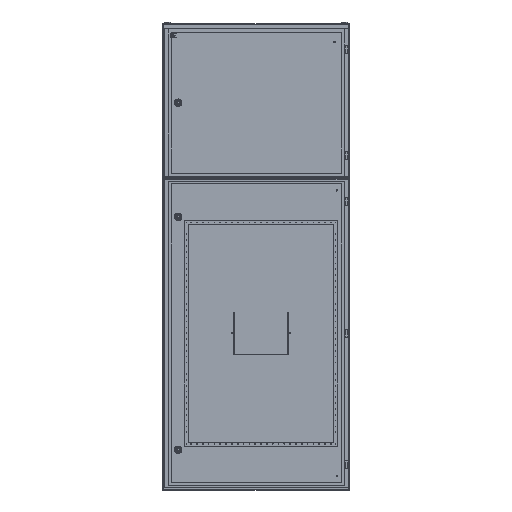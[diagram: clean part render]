
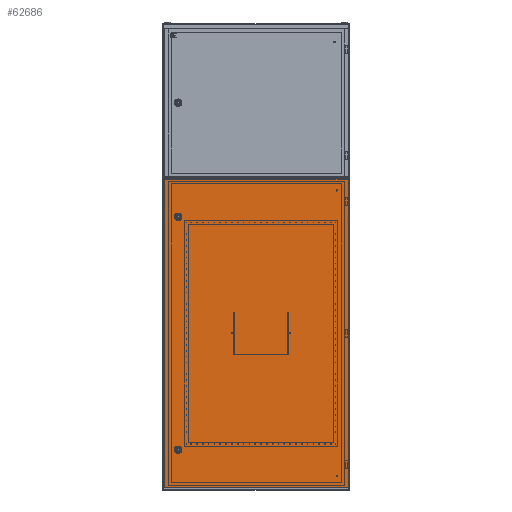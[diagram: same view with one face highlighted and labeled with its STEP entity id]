
A CAD part, top view. The second image highlights one B-rep face of the part: STEP entity #62686.
In plain terms, the highlighted planar face has unit normal (0, 0, 1).
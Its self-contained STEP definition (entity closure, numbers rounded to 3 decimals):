
#4150 = VECTOR ( 'NONE', #52325, 1000. ) ;
#4751 = DIRECTION ( 'NONE',  ( 0., 0., 1. ) ) ;
#5430 = CARTESIAN_POINT ( 'NONE',  ( 0., 663.5, 0. ) ) ;
#6525 = CIRCLE ( 'NONE', #35488, 1.5 ) ;
#9980 = EDGE_CURVE ( 'NONE', #88904, #110210, #6525, .T. ) ;
#10076 = DIRECTION ( 'NONE',  ( -1., 0., 0. ) ) ;
#10088 = AXIS2_PLACEMENT_3D ( 'NONE', #98294, #70410, #42930 ) ;
#10810 = VERTEX_POINT ( 'NONE', #109484 ) ;
#12154 = CARTESIAN_POINT ( 'NONE',  ( 60., -500., 0. ) ) ;
#12897 = DIRECTION ( 'NONE',  ( 0., 0., 1. ) ) ;
#15546 = CIRCLE ( 'NONE', #53936, 1.5 ) ;
#16396 = VERTEX_POINT ( 'NONE', #106113 ) ;
#17578 = EDGE_LOOP ( 'NONE', ( #72630, #29329, #54171, #67203 ) ) ;
#21114 = FACE_OUTER_BOUND ( 'NONE', #17578, .T. ) ;
#21160 = DIRECTION ( 'NONE',  ( 0., 0., 1. ) ) ;
#21691 = VERTEX_POINT ( 'NONE', #85663 ) ;
#22952 = EDGE_CURVE ( 'NONE', #16396, #36908, #35152, .T. ) ;
#23564 = CARTESIAN_POINT ( 'NONE',  ( 0., -663.5, 0. ) ) ;
#28606 = DIRECTION ( 'NONE',  ( -1., 0., 0. ) ) ;
#29329 = ORIENTED_EDGE ( 'NONE', *, *, #57479, .T. ) ;
#31831 = CARTESIAN_POINT ( 'NONE',  ( 60., 500., 0. ) ) ;
#32677 = EDGE_CURVE ( 'NONE', #21691, #35281, #81880, .T. ) ;
#35106 = VECTOR ( 'NONE', #107819, 1000. ) ;
#35152 = CIRCLE ( 'NONE', #10088, 1.5 ) ;
#35281 = VERTEX_POINT ( 'NONE', #23564 ) ;
#35488 = AXIS2_PLACEMENT_3D ( 'NONE', #73670, #45403, #10076 ) ;
#36908 = VERTEX_POINT ( 'NONE', #104848 ) ;
#37931 = LINE ( 'NONE', #61867, #35106 ) ;
#38170 = AXIS2_PLACEMENT_3D ( 'NONE', #49818, #12897, #59218 ) ;
#39384 = FACE_BOUND ( 'NONE', #111260, .T. ) ;
#42930 = DIRECTION ( 'NONE',  ( 1., 0., 0. ) ) ;
#45024 = FACE_BOUND ( 'NONE', #105937, .T. ) ;
#45403 = DIRECTION ( 'NONE',  ( 0., 0., 1. ) ) ;
#49818 = CARTESIAN_POINT ( 'NONE',  ( 0., 0., 0. ) ) ;
#50337 = AXIS2_PLACEMENT_3D ( 'NONE', #31831, #4751, #85285 ) ;
#52325 = DIRECTION ( 'NONE',  ( 1., 0., 0. ) ) ;
#53805 = EDGE_CURVE ( 'NONE', #10810, #116107, #55422, .T. ) ;
#53936 = AXIS2_PLACEMENT_3D ( 'NONE', #12154, #21160, #28606 ) ;
#54171 = ORIENTED_EDGE ( 'NONE', *, *, #53805, .T. ) ;
#55104 = VECTOR ( 'NONE', #68643, 1000. ) ;
#55422 = LINE ( 'NONE', #84835, #107425 ) ;
#57479 = EDGE_CURVE ( 'NONE', #35281, #10810, #92695, .T. ) ;
#57699 = ORIENTED_EDGE ( 'NONE', *, *, #71697, .F. ) ;
#59218 = DIRECTION ( 'NONE',  ( 1., 0., 0. ) ) ;
#61867 = CARTESIAN_POINT ( 'NONE',  ( 0., 663.5, 0. ) ) ;
#62686 = ADVANCED_FACE ( 'NONE', ( #45024, #39384, #21114 ), #84798, .T. ) ;
#63563 = CARTESIAN_POINT ( 'NONE',  ( 790.5, 663.5, 0. ) ) ;
#67203 = ORIENTED_EDGE ( 'NONE', *, *, #107098, .T. ) ;
#68643 = DIRECTION ( 'NONE',  ( 0., -1., 0. ) ) ;
#70410 = DIRECTION ( 'NONE',  ( 0., 0., 1. ) ) ;
#71697 = EDGE_CURVE ( 'NONE', #110210, #88904, #15546, .T. ) ;
#72630 = ORIENTED_EDGE ( 'NONE', *, *, #32677, .T. ) ;
#73670 = CARTESIAN_POINT ( 'NONE',  ( 60., -500., 0. ) ) ;
#81880 = LINE ( 'NONE', #5430, #55104 ) ;
#84798 = PLANE ( 'NONE',  #38170 ) ;
#84835 = CARTESIAN_POINT ( 'NONE',  ( 790.5, 663.5, 0. ) ) ;
#85285 = DIRECTION ( 'NONE',  ( 1., 0., 0. ) ) ;
#85663 = CARTESIAN_POINT ( 'NONE',  ( 0., 663.5, 0. ) ) ;
#88904 = VERTEX_POINT ( 'NONE', #99700 ) ;
#92695 = LINE ( 'NONE', #105023, #4150 ) ;
#94153 = ORIENTED_EDGE ( 'NONE', *, *, #9980, .F. ) ;
#97977 = CARTESIAN_POINT ( 'NONE',  ( 61.5, -500., 0. ) ) ;
#98294 = CARTESIAN_POINT ( 'NONE',  ( 60., 500., 0. ) ) ;
#99700 = CARTESIAN_POINT ( 'NONE',  ( 58.5, -500., 0. ) ) ;
#104848 = CARTESIAN_POINT ( 'NONE',  ( 58.5, 500., 0. ) ) ;
#105023 = CARTESIAN_POINT ( 'NONE',  ( 0., -663.5, 0. ) ) ;
#105583 = ORIENTED_EDGE ( 'NONE', *, *, #114085, .F. ) ;
#105937 = EDGE_LOOP ( 'NONE', ( #57699, #94153 ) ) ;
#106113 = CARTESIAN_POINT ( 'NONE',  ( 61.5, 500., 0. ) ) ;
#107098 = EDGE_CURVE ( 'NONE', #116107, #21691, #37931, .T. ) ;
#107425 = VECTOR ( 'NONE', #111940, 1000. ) ;
#107819 = DIRECTION ( 'NONE',  ( -1., 0., 0. ) ) ;
#109484 = CARTESIAN_POINT ( 'NONE',  ( 790.5, -663.5, 0. ) ) ;
#110210 = VERTEX_POINT ( 'NONE', #97977 ) ;
#110691 = ORIENTED_EDGE ( 'NONE', *, *, #22952, .F. ) ;
#111260 = EDGE_LOOP ( 'NONE', ( #110691, #105583 ) ) ;
#111940 = DIRECTION ( 'NONE',  ( 0., 1., 0. ) ) ;
#114085 = EDGE_CURVE ( 'NONE', #36908, #16396, #115478, .T. ) ;
#115478 = CIRCLE ( 'NONE', #50337, 1.5 ) ;
#116107 = VERTEX_POINT ( 'NONE', #63563 ) ;
